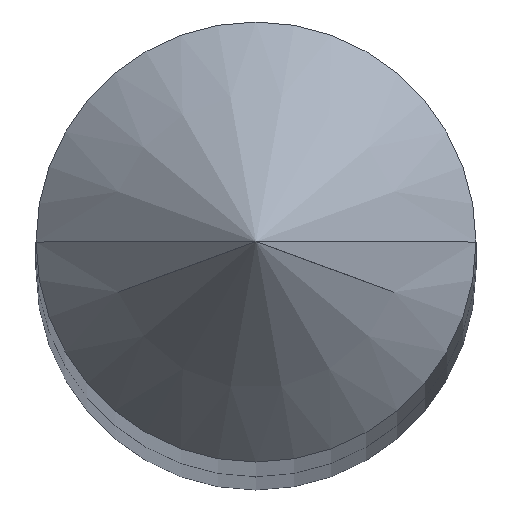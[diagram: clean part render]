
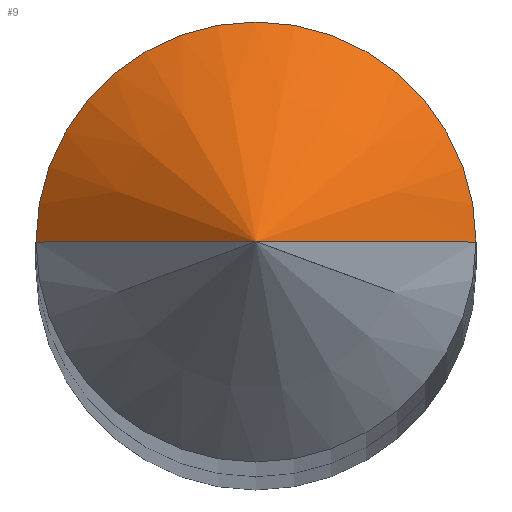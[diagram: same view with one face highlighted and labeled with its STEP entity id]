
A CAD part, top view. The second image highlights one B-rep face of the part: STEP entity #9.
In plain terms, the highlighted conical face has half-angle 45 degrees and reference radius 0.508 mm.
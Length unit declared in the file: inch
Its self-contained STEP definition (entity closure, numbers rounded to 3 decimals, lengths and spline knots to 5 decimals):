
#7 = VERTEX_POINT ( 'NONE', #226 ) ;
#9 = ADVANCED_FACE ( 'NONE', ( #343 ), #140, .T. ) ;
#10 = VERTEX_POINT ( 'NONE', #193 ) ;
#13 = LINE ( 'NONE', #248, #329 ) ;
#56 = EDGE_CURVE ( 'NONE', #7, #10, #323, .T. ) ;
#67 = ORIENTED_EDGE ( 'NONE', *, *, #232, .T. ) ;
#68 = DIRECTION ( 'NONE',  ( -0.707, 0., -0.707 ) ) ;
#75 = AXIS2_PLACEMENT_3D ( 'NONE', #280, #363, #277 ) ;
#88 = DIRECTION ( 'NONE',  ( 0.707, 0., -0.707 ) ) ;
#96 = DIRECTION ( 'NONE',  ( -1., 0., 0. ) ) ;
#127 = ORIENTED_EDGE ( 'NONE', *, *, #56, .F. ) ;
#140 = CONICAL_SURFACE ( 'NONE', #338, 0.02, 0.785 ) ;
#144 = CARTESIAN_POINT ( 'NONE',  ( 0., 0., -0.03125 ) ) ;
#148 = EDGE_LOOP ( 'NONE', ( #127, #67, #166 ) ) ;
#149 = VERTEX_POINT ( 'NONE', #156 ) ;
#152 = CARTESIAN_POINT ( 'NONE',  ( -0.02, 0., -0.03125 ) ) ;
#156 = CARTESIAN_POINT ( 'NONE',  ( 0.02, 0., -0.03125 ) ) ;
#166 = ORIENTED_EDGE ( 'NONE', *, *, #299, .T. ) ;
#193 = CARTESIAN_POINT ( 'NONE',  ( -0.02, 0., -0.03125 ) ) ;
#225 = CIRCLE ( 'NONE', #75, 0.02 ) ;
#226 = CARTESIAN_POINT ( 'NONE',  ( 0., 0., -0.01125 ) ) ;
#232 = EDGE_CURVE ( 'NONE', #7, #149, #13, .T. ) ;
#248 = CARTESIAN_POINT ( 'NONE',  ( 0.02, 0., -0.03125 ) ) ;
#277 = DIRECTION ( 'NONE',  ( 1., 0., 0. ) ) ;
#280 = CARTESIAN_POINT ( 'NONE',  ( 0., 0., -0.03125 ) ) ;
#285 = VECTOR ( 'NONE', #68, 39.37008 ) ;
#299 = EDGE_CURVE ( 'NONE', #149, #10, #225, .T. ) ;
#323 = LINE ( 'NONE', #152, #285 ) ;
#329 = VECTOR ( 'NONE', #88, 39.37008 ) ;
#336 = DIRECTION ( 'NONE',  ( 0., 0., -1. ) ) ;
#338 = AXIS2_PLACEMENT_3D ( 'NONE', #144, #336, #96 ) ;
#343 = FACE_OUTER_BOUND ( 'NONE', #148, .T. ) ;
#363 = DIRECTION ( 'NONE',  ( 0., 0., 1. ) ) ;
